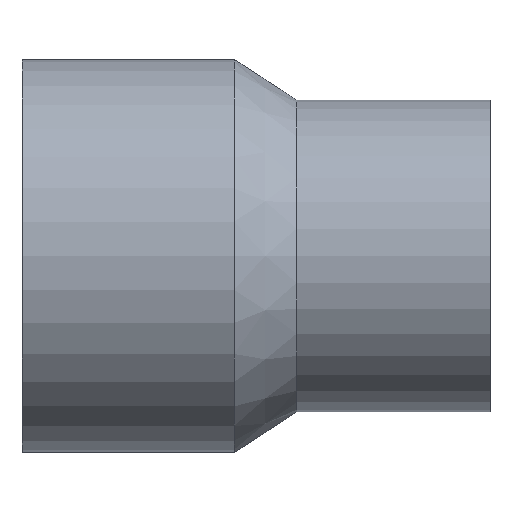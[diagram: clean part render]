
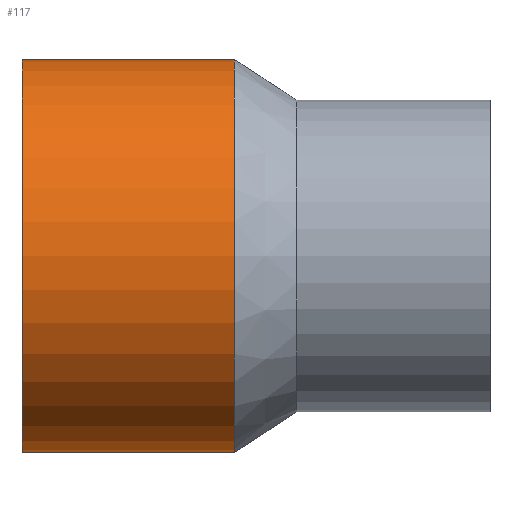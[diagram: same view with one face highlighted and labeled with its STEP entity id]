
A CAD part, top view. The second image highlights one B-rep face of the part: STEP entity #117.
In plain terms, the highlighted cylindrical face has radius 157.5 mm (diameter 315 mm), a partial arc.
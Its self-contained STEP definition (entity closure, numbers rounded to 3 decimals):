
#89 = VERTEX_POINT( '', #224 );
#107 = VERTEX_POINT( '', #244 );
#115 = EDGE_CURVE( '', #145, #107, #253, .T. );
#117 = ADVANCED_FACE( '', ( #255 ), #256, .T. );
#125 = EDGE_CURVE( '', #165, #107, #264, .T. );
#145 = VERTEX_POINT( '', #289 );
#163 = EDGE_CURVE( '', #89, #145, #308, .T. );
#165 = VERTEX_POINT( '', #310 );
#183 = EDGE_CURVE( '', #165, #89, #333, .T. );
#224 = CARTESIAN_POINT( '', ( 170., -157.5, 0. ) );
#244 = CARTESIAN_POINT( '', ( 0., 157.5, 0. ) );
#253 = LINE( '', #404, #405 );
#255 = FACE_OUTER_BOUND( '', #407, .T. );
#256 = CYLINDRICAL_SURFACE( '', #408, 157.5 );
#264 = CIRCLE( '', #421, 157.5 );
#289 = CARTESIAN_POINT( '', ( 170., 157.5, 0. ) );
#308 = CIRCLE( '', #476, 157.5 );
#310 = CARTESIAN_POINT( '', ( 0., -157.5, 0. ) );
#333 = LINE( '', #505, #506 );
#404 = CARTESIAN_POINT( '', ( 85., 157.5, 0. ) );
#405 = VECTOR( '', #577, 1. );
#407 = EDGE_LOOP( '', ( #579, #580, #581, #582 ) );
#408 = AXIS2_PLACEMENT_3D( '', #583, #584, #585 );
#421 = AXIS2_PLACEMENT_3D( '', #593, #594, #595 );
#476 = AXIS2_PLACEMENT_3D( '', #651, #652, #653 );
#505 = CARTESIAN_POINT( '', ( 85., -157.5, 0. ) );
#506 = VECTOR( '', #690, 1. );
#577 = DIRECTION( '', ( -1., 0., 0. ) );
#579 = ORIENTED_EDGE( '', *, *, #115, .T. );
#580 = ORIENTED_EDGE( '', *, *, #125, .F. );
#581 = ORIENTED_EDGE( '', *, *, #183, .T. );
#582 = ORIENTED_EDGE( '', *, *, #163, .T. );
#583 = CARTESIAN_POINT( '', ( 85., 0., 0. ) );
#584 = DIRECTION( '', ( 1., 0., 0. ) );
#585 = DIRECTION( '', ( 0., 1., 0. ) );
#593 = CARTESIAN_POINT( '', ( 0., 0., 0. ) );
#594 = DIRECTION( '', ( -1., 0., 0. ) );
#595 = DIRECTION( '', ( 0., 1., 0. ) );
#651 = CARTESIAN_POINT( '', ( 170., 0., 0. ) );
#652 = DIRECTION( '', ( -1., 0., 0. ) );
#653 = DIRECTION( '', ( 0., 1., 0. ) );
#690 = DIRECTION( '', ( 1., 0., 0. ) );
